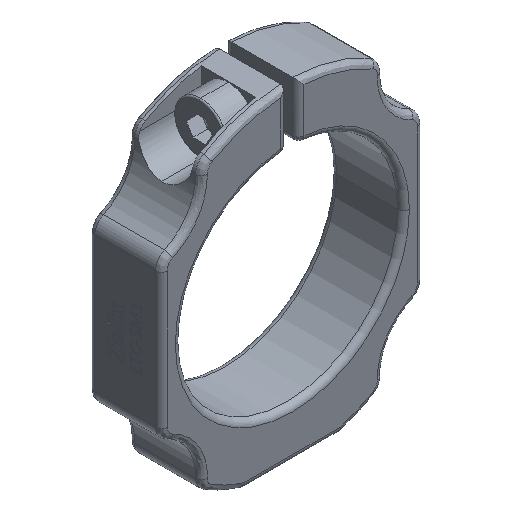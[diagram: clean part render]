
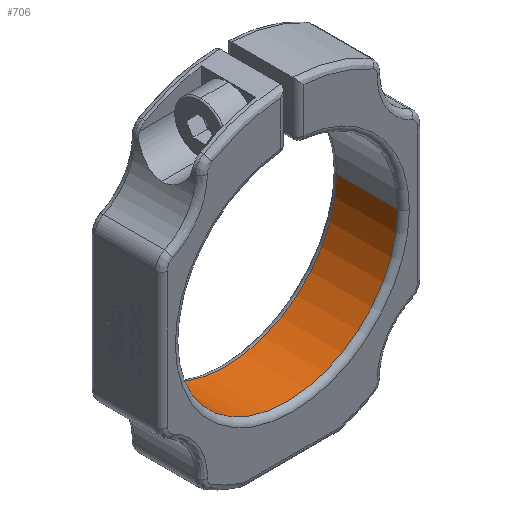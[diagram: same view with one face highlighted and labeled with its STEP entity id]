
A CAD part, isometric view. The second image highlights one B-rep face of the part: STEP entity #706.
In plain terms, the highlighted cylindrical face has radius 15.3 mm (diameter 30.6 mm), a partial arc.
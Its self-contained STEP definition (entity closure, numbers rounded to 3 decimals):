
#401 = CYLINDRICAL_SURFACE ( 'NONE', #1109, 15.3 ) ;
#420 = DIRECTION ( 'NONE',  ( 0., -1., 0. ) ) ;
#706 = ADVANCED_FACE ( 'NONE', ( #11079 ), #401, .F. ) ;
#1109 = AXIS2_PLACEMENT_3D ( 'NONE', #4659, #5661, #9093 ) ;
#1633 = ORIENTED_EDGE ( 'NONE', *, *, #4912, .F. ) ;
#1725 = ORIENTED_EDGE ( 'NONE', *, *, #8962, .F. ) ;
#2056 = LINE ( 'NONE', #7621, #13032 ) ;
#3538 = CARTESIAN_POINT ( 'NONE',  ( -8.458, 10.902, -0.489 ) ) ;
#3651 = LINE ( 'NONE', #9005, #7021 ) ;
#3835 = VERTEX_POINT ( 'NONE', #12216 ) ;
#4310 = EDGE_CURVE ( 'NONE', #12159, #3835, #2056, .T. ) ;
#4409 = AXIS2_PLACEMENT_3D ( 'NONE', #3538, #420, #12452 ) ;
#4552 = CARTESIAN_POINT ( 'NONE',  ( 6.842, 2.502, -0.489 ) ) ;
#4659 = CARTESIAN_POINT ( 'NONE',  ( -8.458, 11.702, -0.489 ) ) ;
#4912 = EDGE_CURVE ( 'NONE', #12159, #12797, #11016, .T. ) ;
#5550 = DIRECTION ( 'NONE',  ( 0., -1., 0. ) ) ;
#5661 = DIRECTION ( 'NONE',  ( 0., -1., 0. ) ) ;
#7004 = CARTESIAN_POINT ( 'NONE',  ( -23.758, 10.902, -0.489 ) ) ;
#7021 = VECTOR ( 'NONE', #13419, 1000. ) ;
#7449 = EDGE_LOOP ( 'NONE', ( #1633, #9494, #10970, #1725 ) ) ;
#7621 = CARTESIAN_POINT ( 'NONE',  ( -23.758, 11.702, -0.489 ) ) ;
#7829 = AXIS2_PLACEMENT_3D ( 'NONE', #8207, #10275, #10206 ) ;
#8070 = CIRCLE ( 'NONE', #7829, 15.3 ) ;
#8207 = CARTESIAN_POINT ( 'NONE',  ( -8.458, 2.502, -0.489 ) ) ;
#8962 = EDGE_CURVE ( 'NONE', #12797, #12318, #3651, .T. ) ;
#9005 = CARTESIAN_POINT ( 'NONE',  ( 6.842, 11.702, -0.489 ) ) ;
#9093 = DIRECTION ( 'NONE',  ( 1., 0., 0. ) ) ;
#9494 = ORIENTED_EDGE ( 'NONE', *, *, #4310, .T. ) ;
#10206 = DIRECTION ( 'NONE',  ( 1., 0., 0. ) ) ;
#10275 = DIRECTION ( 'NONE',  ( 0., -1., 0. ) ) ;
#10970 = ORIENTED_EDGE ( 'NONE', *, *, #13481, .T. ) ;
#11016 = CIRCLE ( 'NONE', #4409, 15.3 ) ;
#11079 = FACE_OUTER_BOUND ( 'NONE', #7449, .T. ) ;
#12159 = VERTEX_POINT ( 'NONE', #7004 ) ;
#12216 = CARTESIAN_POINT ( 'NONE',  ( -23.758, 2.502, -0.489 ) ) ;
#12318 = VERTEX_POINT ( 'NONE', #4552 ) ;
#12452 = DIRECTION ( 'NONE',  ( 1., 0., 0. ) ) ;
#12797 = VERTEX_POINT ( 'NONE', #13500 ) ;
#13032 = VECTOR ( 'NONE', #5550, 1000. ) ;
#13419 = DIRECTION ( 'NONE',  ( 0., -1., 0. ) ) ;
#13481 = EDGE_CURVE ( 'NONE', #3835, #12318, #8070, .T. ) ;
#13500 = CARTESIAN_POINT ( 'NONE',  ( 6.842, 10.902, -0.489 ) ) ;
